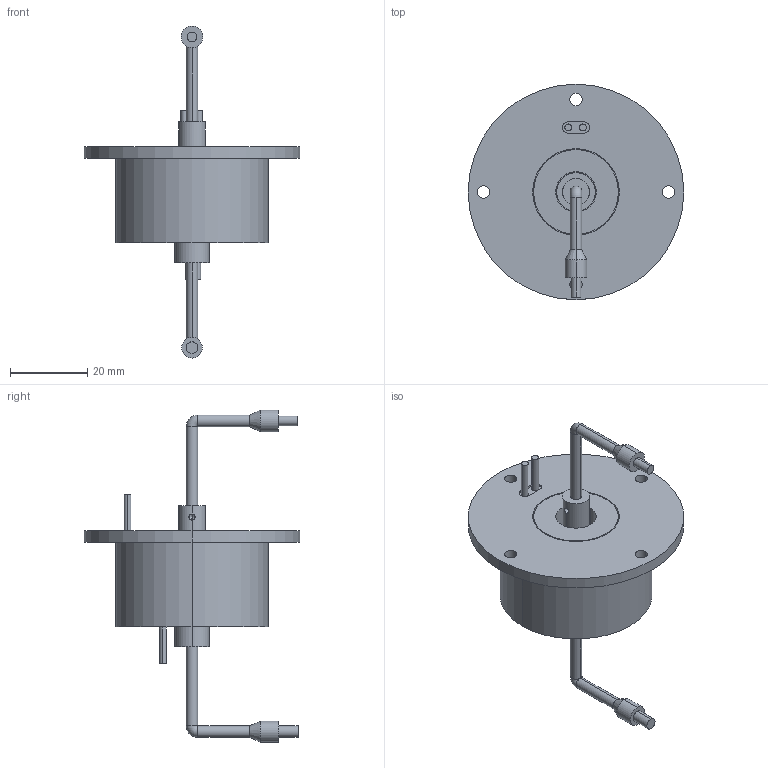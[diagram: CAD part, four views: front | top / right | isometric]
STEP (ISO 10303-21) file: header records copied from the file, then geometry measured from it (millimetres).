
FILE_DESCRIPTION (( 'STEP AP203' ), '1' );
FILE_NAME ('RX00804002--RFO100-P0210-01-FC-01.STEP', '2020-08-05T08:06:51', ( 'gongcheng1' ), ( '' ), 'SwSTEP 2.0', 'SolidWorks 2014', '' );
FILE_SCHEMA (( 'CONFIG_CONTROL_DESIGN' ));
Length unit declared in the file: millimetre
Products named in the file (1): RX00804002--RFO100-P0210-01-FC-01
Bounding box: 56 x 56 x 86.22 mm (x, y, z)
Surface area: 17220 mm2 (no closed solid volume)
Topology: 0 solids, 5 shells, 116 faces, 258 edges, 158 vertices
Faces by surface type: cylinder 72, plane 30, cone 12, torus 2
Entity records: 3307 total; most frequent: DIRECTION 620, CARTESIAN_POINT 585, ORIENTED_EDGE 484, AXIS2_PLACEMENT_3D 261, EDGE_CURVE 246, VERTEX_POINT 158, EDGE_LOOP 146, CIRCLE 144
